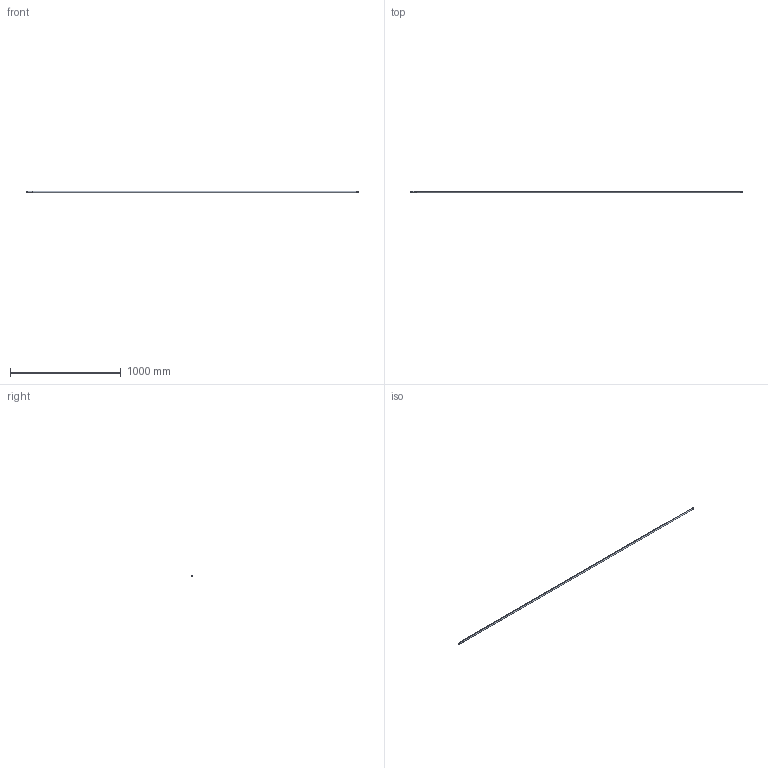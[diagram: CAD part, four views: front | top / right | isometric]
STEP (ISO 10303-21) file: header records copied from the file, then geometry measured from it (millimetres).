
FILE_DESCRIPTION (( 'STEP AP214' ), '1' );
FILE_NAME ('Z53 Âèíò ØÂÏ SFU1605 - òîêàðíàÿ îáðàáîòêà BK-BF, FK-FF, EK-EF-12.STEP', '2026-03-12T14:05:35', ( '' ), ( '' ), 'SwSTEP 2.0', 'SolidWorks 2026', '' );
FILE_SCHEMA (( 'AUTOMOTIVE_DESIGN' ));
Length unit declared in the file: millimetre
Products named in the file (1): Z53 Винт ШВП SFU1605 - токарная обработка BK-BF, FK-FF, EK-EF-12
Bounding box: 3000 x 16 x 16 mm (x, y, z)
Volume: 596122.2 mm3; surface area: 150120.3 mm2
Topology: 1 solids, 1 shells, 24 faces, 46 edges, 28 vertices
Faces by surface type: cylinder 12, cone 6, plane 6
Entity records: 637 total; most frequent: DIRECTION 124, CARTESIAN_POINT 99, ORIENTED_EDGE 92, AXIS2_PLACEMENT_3D 53, EDGE_CURVE 46, CIRCLE 28, EDGE_LOOP 28, VERTEX_POINT 28
